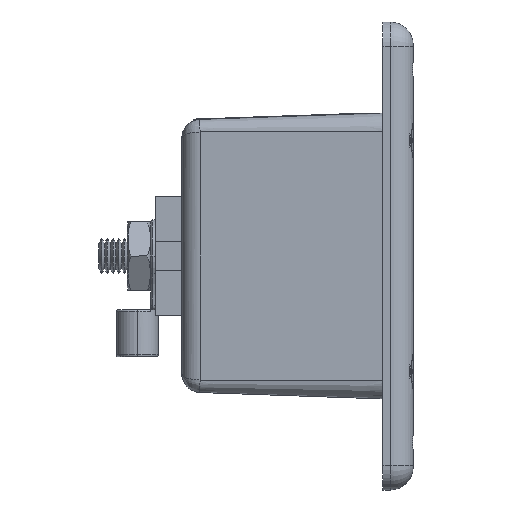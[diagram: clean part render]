
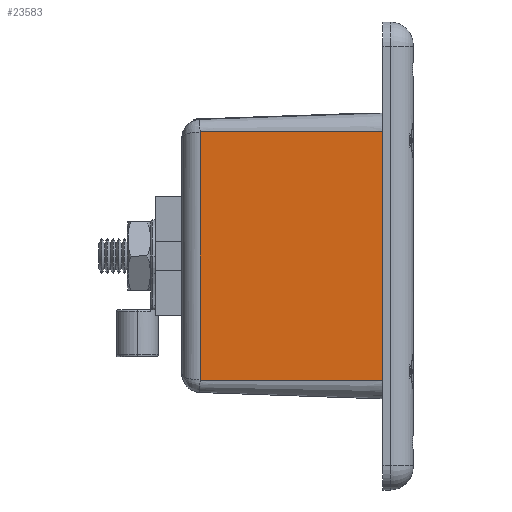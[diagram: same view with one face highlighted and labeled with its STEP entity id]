
A CAD part, left-side view. The second image highlights one B-rep face of the part: STEP entity #23583.
In plain terms, the highlighted planar face has unit normal (-0.999, 0.035, 0).
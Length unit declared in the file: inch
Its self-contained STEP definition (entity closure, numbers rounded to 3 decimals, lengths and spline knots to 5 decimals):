
#653 = EDGE_CURVE ( 'NONE', #15467, #14381, #18402, .T. ) ;
#690 = EDGE_CURVE ( 'NONE', #22442, #15467, #11212, .T. ) ;
#869 = EDGE_LOOP ( 'NONE', ( #10779, #2010, #9717, #2388 ) ) ;
#1802 = LINE ( 'NONE', #5728, #11653 ) ;
#2010 = ORIENTED_EDGE ( 'NONE', *, *, #4501, .T. ) ;
#2388 = ORIENTED_EDGE ( 'NONE', *, *, #653, .T. ) ;
#3336 = VECTOR ( 'NONE', #18098, 39.37008 ) ;
#4501 = EDGE_CURVE ( 'NONE', #16624, #22442, #6621, .T. ) ;
#5433 = AXIS2_PLACEMENT_3D ( 'NONE', #6625, #25624, #21921 ) ;
#5728 = CARTESIAN_POINT ( 'NONE',  ( -1.815, 0., 0.655 ) ) ;
#5742 = FACE_OUTER_BOUND ( 'NONE', #869, .T. ) ;
#6621 = LINE ( 'NONE', #11772, #3336 ) ;
#6625 = CARTESIAN_POINT ( 'NONE',  ( -1.815, 0., -0.655 ) ) ;
#8190 = CARTESIAN_POINT ( 'NONE',  ( -1.78128, 0.96549, 0.655 ) ) ;
#8790 = PLANE ( 'NONE',  #5433 ) ;
#9641 = DIRECTION ( 'NONE',  ( 0., 0., 1. ) ) ;
#9717 = ORIENTED_EDGE ( 'NONE', *, *, #690, .T. ) ;
#10584 = EDGE_CURVE ( 'NONE', #16624, #14381, #1802, .T. ) ;
#10779 = ORIENTED_EDGE ( 'NONE', *, *, #10584, .F. ) ;
#11212 = LINE ( 'NONE', #18790, #20723 ) ;
#11653 = VECTOR ( 'NONE', #26377, 39.37008 ) ;
#11772 = CARTESIAN_POINT ( 'NONE',  ( -1.78128, 0.96549, -0.655 ) ) ;
#12443 = DIRECTION ( 'NONE',  ( -0.035, -0.999, 0. ) ) ;
#13659 = CARTESIAN_POINT ( 'NONE',  ( -1.815, 0., 0.655 ) ) ;
#14108 = VECTOR ( 'NONE', #9641, 39.37008 ) ;
#14381 = VERTEX_POINT ( 'NONE', #13659 ) ;
#15467 = VERTEX_POINT ( 'NONE', #18198 ) ;
#16624 = VERTEX_POINT ( 'NONE', #8190 ) ;
#18098 = DIRECTION ( 'NONE',  ( 0., 0., -1. ) ) ;
#18198 = CARTESIAN_POINT ( 'NONE',  ( -1.815, 0., -0.655 ) ) ;
#18402 = LINE ( 'NONE', #22203, #14108 ) ;
#18790 = CARTESIAN_POINT ( 'NONE',  ( -1.815, 0., -0.655 ) ) ;
#20723 = VECTOR ( 'NONE', #12443, 39.37008 ) ;
#21921 = DIRECTION ( 'NONE',  ( -0.035, -0.999, 0. ) ) ;
#22203 = CARTESIAN_POINT ( 'NONE',  ( -1.815, 0., -0.655 ) ) ;
#22442 = VERTEX_POINT ( 'NONE', #24132 ) ;
#23583 = ADVANCED_FACE ( 'NONE', ( #5742 ), #8790, .T. ) ;
#24132 = CARTESIAN_POINT ( 'NONE',  ( -1.78128, 0.96549, -0.655 ) ) ;
#25624 = DIRECTION ( 'NONE',  ( -0.999, 0.035, 0. ) ) ;
#26377 = DIRECTION ( 'NONE',  ( -0.035, -0.999, 0. ) ) ;
